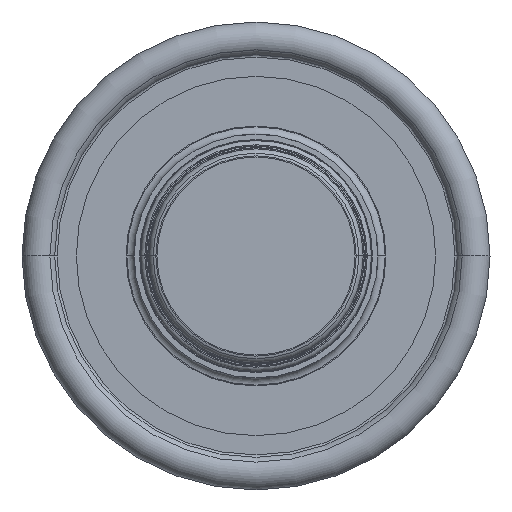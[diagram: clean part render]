
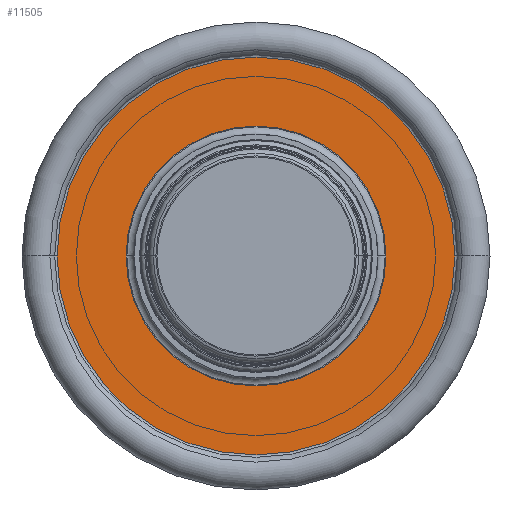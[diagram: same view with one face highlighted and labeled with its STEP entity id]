
A CAD part, front view. The second image highlights one B-rep face of the part: STEP entity #11505.
In plain terms, the highlighted face is planar.
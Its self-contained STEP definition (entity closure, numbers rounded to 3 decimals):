
#8683=CARTESIAN_POINT('',(0.,15.2,0.));
#8684=DIRECTION('',(0.,-1.,0.));
#8685=DIRECTION('',(1.,0.,0.));
#8686=AXIS2_PLACEMENT_3D('',#8683,#8684,#8685);
#8691=CARTESIAN_POINT('',(0.,15.2,0.));
#8692=DIRECTION('',(0.,-1.,0.));
#8693=DIRECTION('',(-1.,0.,0.));
#8694=AXIS2_PLACEMENT_3D('',#8691,#8692,#8693);
#8699=CARTESIAN_POINT('',(0.,15.2,0.));
#8700=DIRECTION('',(0.,1.,0.));
#8701=DIRECTION('',(-1.,0.,0.));
#8702=AXIS2_PLACEMENT_3D('',#8699,#8700,#8701);
#8707=CARTESIAN_POINT('',(0.,15.2,0.));
#8708=DIRECTION('',(0.,1.,0.));
#8709=DIRECTION('',(1.,0.,0.));
#8710=AXIS2_PLACEMENT_3D('',#8707,#8708,#8709);
#9804=CARTESIAN_POINT('',(24.05,15.2,0.));
#9805=CARTESIAN_POINT('',(-24.05,15.2,0.));
#9806=VERTEX_POINT('',#9804);
#9807=VERTEX_POINT('',#9805);
#9808=CARTESIAN_POINT('',(36.814,15.2,0.));
#9809=CARTESIAN_POINT('',(-36.814,15.2,0.));
#9810=VERTEX_POINT('',#9808);
#9811=VERTEX_POINT('',#9809);
#11489=CARTESIAN_POINT('',(0.,15.2,0.));
#11490=DIRECTION('',(0.,1.,0.));
#11491=DIRECTION('',(1.,0.,0.));
#11492=AXIS2_PLACEMENT_3D('',#11489,#11490,#11491);
#11493=PLANE('',#11492);
#11495=ORIENTED_EDGE('',*,*,#11494,.T.);
#11497=ORIENTED_EDGE('',*,*,#11496,.T.);
#11498=EDGE_LOOP('',(#11495,#11497));
#11499=FACE_OUTER_BOUND('',#11498,.F.);
#11501=ORIENTED_EDGE('',*,*,#11500,.T.);
#11502=ORIENTED_EDGE('',*,*,#11479,.T.);
#11503=EDGE_LOOP('',(#11501,#11502));
#11504=FACE_BOUND('',#11503,.F.);
#8687=CIRCLE('',#8686,36.814);
#8695=CIRCLE('',#8694,36.814);
#8703=CIRCLE('',#8702,24.05);
#8711=CIRCLE('',#8710,24.05);
#11479=EDGE_CURVE('',#9806,#9807,#8711,.T.);
#11494=EDGE_CURVE('',#9810,#9811,#8687,.T.);
#11496=EDGE_CURVE('',#9811,#9810,#8695,.T.);
#11500=EDGE_CURVE('',#9807,#9806,#8703,.T.);
#11505=ADVANCED_FACE('',(#11499,#11504),#11493,.T.);
